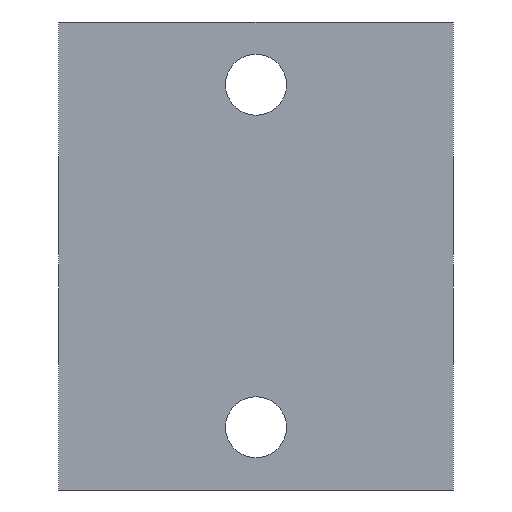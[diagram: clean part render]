
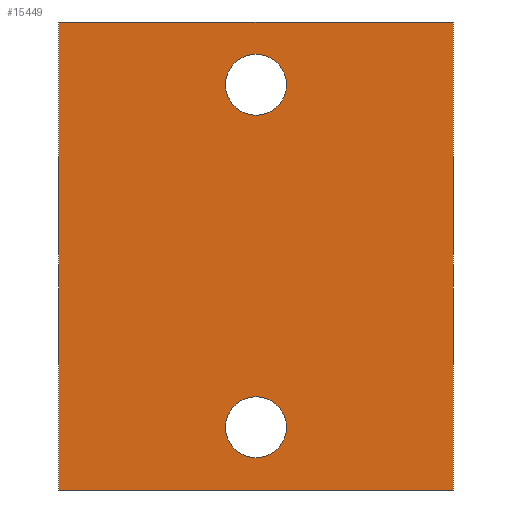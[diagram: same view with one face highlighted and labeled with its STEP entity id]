
A CAD part, front view. The second image highlights one B-rep face of the part: STEP entity #15449.
In plain terms, the highlighted planar face has unit normal (0, -1, 0).
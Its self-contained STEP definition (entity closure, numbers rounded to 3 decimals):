
#161 = PLANE('',#162);
#162 = AXIS2_PLACEMENT_3D('',#163,#164,#165);
#163 = CARTESIAN_POINT('',(-11.,23.,26.1));
#164 = DIRECTION('',(0.,0.,-1.));
#165 = DIRECTION('',(-1.,0.,0.));
#1606 = VERTEX_POINT('',#1607);
#1607 = CARTESIAN_POINT('',(-11.,0.,26.1));
#1621 = PLANE('',#1622);
#1622 = AXIS2_PLACEMENT_3D('',#1623,#1624,#1625);
#1623 = CARTESIAN_POINT('',(-11.,0.,7.));
#1624 = DIRECTION('',(-1.,0.,0.));
#1625 = DIRECTION('',(0.,0.,1.));
#1633 = EDGE_CURVE('',#1634,#1606,#1636,.T.);
#1634 = VERTEX_POINT('',#1635);
#1635 = CARTESIAN_POINT('',(11.,0.,26.1));
#1636 = SURFACE_CURVE('',#1637,(#1641,#1648),.PCURVE_S1.);
#1637 = LINE('',#1638,#1639);
#1638 = CARTESIAN_POINT('',(11.,0.,26.1));
#1639 = VECTOR('',#1640,1.);
#1640 = DIRECTION('',(-1.,0.,0.));
#1641 = PCURVE('',#161,#1642);
#1642 = DEFINITIONAL_REPRESENTATION('',(#1643),#1647);
#1643 = LINE('',#1644,#1645);
#1644 = CARTESIAN_POINT('',(-22.,-23.));
#1645 = VECTOR('',#1646,1.);
#1646 = DIRECTION('',(1.,0.));
#1647 = ( GEOMETRIC_REPRESENTATION_CONTEXT(2) 
PARAMETRIC_REPRESENTATION_CONTEXT() REPRESENTATION_CONTEXT('2D SPACE',''
  ) );
#1648 = PCURVE('',#1649,#1654);
#1649 = PLANE('',#1650);
#1650 = AXIS2_PLACEMENT_3D('',#1651,#1652,#1653);
#1651 = CARTESIAN_POINT('',(0.,0.,7.));
#1652 = DIRECTION('',(0.,-1.,0.));
#1653 = DIRECTION('',(0.,0.,-1.));
#1654 = DEFINITIONAL_REPRESENTATION('',(#1655),#1659);
#1655 = LINE('',#1656,#1657);
#1656 = CARTESIAN_POINT('',(-19.1,11.));
#1657 = VECTOR('',#1658,1.);
#1658 = DIRECTION('',(0.,-1.));
#1659 = ( GEOMETRIC_REPRESENTATION_CONTEXT(2) 
PARAMETRIC_REPRESENTATION_CONTEXT() REPRESENTATION_CONTEXT('2D SPACE',''
  ) );
#1675 = PLANE('',#1676);
#1676 = AXIS2_PLACEMENT_3D('',#1677,#1678,#1679);
#1677 = CARTESIAN_POINT('',(11.,17.5,7.));
#1678 = DIRECTION('',(1.,0.,0.));
#1679 = DIRECTION('',(0.,0.,-1.));
#2726 = CYLINDRICAL_SURFACE('',#2727,1.7);
#2727 = AXIS2_PLACEMENT_3D('',#2728,#2729,#2730);
#2728 = CARTESIAN_POINT('',(0.,-57.,22.6));
#2729 = DIRECTION('',(0.,-1.,0.));
#2730 = DIRECTION('',(0.,0.,-1.));
#11925 = PLANE('',#11926);
#11926 = AXIS2_PLACEMENT_3D('',#11927,#11928,#11929);
#11927 = CARTESIAN_POINT('',(-11.,23.,0.));
#11928 = DIRECTION('',(0.,0.,-1.));
#11929 = DIRECTION('',(-1.,0.,0.));
#13090 = VERTEX_POINT('',#13091);
#13091 = CARTESIAN_POINT('',(11.,0.,0.));
#13112 = EDGE_CURVE('',#13090,#13113,#13115,.T.);
#13113 = VERTEX_POINT('',#13114);
#13114 = CARTESIAN_POINT('',(-11.,0.,0.));
#13115 = SURFACE_CURVE('',#13116,(#13120,#13127),.PCURVE_S1.);
#13116 = LINE('',#13117,#13118);
#13117 = CARTESIAN_POINT('',(11.,0.,0.));
#13118 = VECTOR('',#13119,1.);
#13119 = DIRECTION('',(-1.,0.,0.));
#13120 = PCURVE('',#11925,#13121);
#13121 = DEFINITIONAL_REPRESENTATION('',(#13122),#13126);
#13122 = LINE('',#13123,#13124);
#13123 = CARTESIAN_POINT('',(-22.,-23.));
#13124 = VECTOR('',#13125,1.);
#13125 = DIRECTION('',(1.,0.));
#13126 = ( GEOMETRIC_REPRESENTATION_CONTEXT(2) 
PARAMETRIC_REPRESENTATION_CONTEXT() REPRESENTATION_CONTEXT('2D SPACE',''
  ) );
#13127 = PCURVE('',#1649,#13128);
#13128 = DEFINITIONAL_REPRESENTATION('',(#13129),#13133);
#13129 = LINE('',#13130,#13131);
#13130 = CARTESIAN_POINT('',(7.,11.));
#13131 = VECTOR('',#13132,1.);
#13132 = DIRECTION('',(0.,-1.));
#13133 = ( GEOMETRIC_REPRESENTATION_CONTEXT(2) 
PARAMETRIC_REPRESENTATION_CONTEXT() REPRESENTATION_CONTEXT('2D SPACE',''
  ) );
#14473 = EDGE_CURVE('',#1606,#13113,#14474,.T.);
#14474 = SURFACE_CURVE('',#14475,(#14479,#14486),.PCURVE_S1.);
#14475 = LINE('',#14476,#14477);
#14476 = CARTESIAN_POINT('',(-11.,0.,26.1));
#14477 = VECTOR('',#14478,1.);
#14478 = DIRECTION('',(0.,0.,-1.));
#14479 = PCURVE('',#1621,#14480);
#14480 = DEFINITIONAL_REPRESENTATION('',(#14481),#14485);
#14481 = LINE('',#14482,#14483);
#14482 = CARTESIAN_POINT('',(19.1,0.));
#14483 = VECTOR('',#14484,1.);
#14484 = DIRECTION('',(-1.,0.));
#14485 = ( GEOMETRIC_REPRESENTATION_CONTEXT(2) 
PARAMETRIC_REPRESENTATION_CONTEXT() REPRESENTATION_CONTEXT('2D SPACE',''
  ) );
#14486 = PCURVE('',#1649,#14487);
#14487 = DEFINITIONAL_REPRESENTATION('',(#14488),#14492);
#14488 = LINE('',#14489,#14490);
#14489 = CARTESIAN_POINT('',(-19.1,-11.));
#14490 = VECTOR('',#14491,1.);
#14491 = DIRECTION('',(1.,0.));
#14492 = ( GEOMETRIC_REPRESENTATION_CONTEXT(2) 
PARAMETRIC_REPRESENTATION_CONTEXT() REPRESENTATION_CONTEXT('2D SPACE',''
  ) );
#15313 = EDGE_CURVE('',#1634,#13090,#15314,.T.);
#15314 = SURFACE_CURVE('',#15315,(#15319,#15326),.PCURVE_S1.);
#15315 = LINE('',#15316,#15317);
#15316 = CARTESIAN_POINT('',(11.,0.,26.1));
#15317 = VECTOR('',#15318,1.);
#15318 = DIRECTION('',(0.,0.,-1.));
#15319 = PCURVE('',#1675,#15320);
#15320 = DEFINITIONAL_REPRESENTATION('',(#15321),#15325);
#15321 = LINE('',#15322,#15323);
#15322 = CARTESIAN_POINT('',(-19.1,-17.5));
#15323 = VECTOR('',#15324,1.);
#15324 = DIRECTION('',(1.,0.));
#15325 = ( GEOMETRIC_REPRESENTATION_CONTEXT(2) 
PARAMETRIC_REPRESENTATION_CONTEXT() REPRESENTATION_CONTEXT('2D SPACE',''
  ) );
#15326 = PCURVE('',#1649,#15327);
#15327 = DEFINITIONAL_REPRESENTATION('',(#15328),#15332);
#15328 = LINE('',#15329,#15330);
#15329 = CARTESIAN_POINT('',(-19.1,11.));
#15330 = VECTOR('',#15331,1.);
#15331 = DIRECTION('',(1.,0.));
#15332 = ( GEOMETRIC_REPRESENTATION_CONTEXT(2) 
PARAMETRIC_REPRESENTATION_CONTEXT() REPRESENTATION_CONTEXT('2D SPACE',''
  ) );
#15449 = ADVANCED_FACE('',(#15450,#15456,#15506),#1649,.T.);
#15450 = FACE_BOUND('',#15451,.T.);
#15451 = EDGE_LOOP('',(#15452,#15453,#15454,#15455));
#15452 = ORIENTED_EDGE('',*,*,#13112,.F.);
#15453 = ORIENTED_EDGE('',*,*,#15313,.F.);
#15454 = ORIENTED_EDGE('',*,*,#1633,.T.);
#15455 = ORIENTED_EDGE('',*,*,#14473,.T.);
#15456 = FACE_BOUND('',#15457,.T.);
#15457 = EDGE_LOOP('',(#15458,#15484));
#15458 = ORIENTED_EDGE('',*,*,#15459,.F.);
#15459 = EDGE_CURVE('',#15460,#15462,#15464,.T.);
#15460 = VERTEX_POINT('',#15461);
#15461 = CARTESIAN_POINT('',(1.7,0.,22.6));
#15462 = VERTEX_POINT('',#15463);
#15463 = CARTESIAN_POINT('',(0.,0.,20.9));
#15464 = SURFACE_CURVE('',#15465,(#15470,#15477),.PCURVE_S1.);
#15465 = CIRCLE('',#15466,1.7);
#15466 = AXIS2_PLACEMENT_3D('',#15467,#15468,#15469);
#15467 = CARTESIAN_POINT('',(0.,0.,22.6));
#15468 = DIRECTION('',(0.,-1.,0.));
#15469 = DIRECTION('',(1.,0.,0.));
#15470 = PCURVE('',#1649,#15471);
#15471 = DEFINITIONAL_REPRESENTATION('',(#15472),#15476);
#15472 = CIRCLE('',#15473,1.7);
#15473 = AXIS2_PLACEMENT_2D('',#15474,#15475);
#15474 = CARTESIAN_POINT('',(-15.6,0.));
#15475 = DIRECTION('',(0.,1.));
#15476 = ( GEOMETRIC_REPRESENTATION_CONTEXT(2) 
PARAMETRIC_REPRESENTATION_CONTEXT() REPRESENTATION_CONTEXT('2D SPACE',''
  ) );
#15477 = PCURVE('',#2726,#15478);
#15478 = DEFINITIONAL_REPRESENTATION('',(#15479),#15483);
#15479 = LINE('',#15480,#15481);
#15480 = CARTESIAN_POINT('',(1.571,-57.));
#15481 = VECTOR('',#15482,1.);
#15482 = DIRECTION('',(1.,0.));
#15483 = ( GEOMETRIC_REPRESENTATION_CONTEXT(2) 
PARAMETRIC_REPRESENTATION_CONTEXT() REPRESENTATION_CONTEXT('2D SPACE',''
  ) );
#15484 = ORIENTED_EDGE('',*,*,#15485,.F.);
#15485 = EDGE_CURVE('',#15462,#15460,#15486,.T.);
#15486 = SURFACE_CURVE('',#15487,(#15492,#15499),.PCURVE_S1.);
#15487 = CIRCLE('',#15488,1.7);
#15488 = AXIS2_PLACEMENT_3D('',#15489,#15490,#15491);
#15489 = CARTESIAN_POINT('',(0.,0.,22.6));
#15490 = DIRECTION('',(0.,-1.,0.));
#15491 = DIRECTION('',(1.,0.,0.));
#15492 = PCURVE('',#1649,#15493);
#15493 = DEFINITIONAL_REPRESENTATION('',(#15494),#15498);
#15494 = CIRCLE('',#15495,1.7);
#15495 = AXIS2_PLACEMENT_2D('',#15496,#15497);
#15496 = CARTESIAN_POINT('',(-15.6,0.));
#15497 = DIRECTION('',(0.,1.));
#15498 = ( GEOMETRIC_REPRESENTATION_CONTEXT(2) 
PARAMETRIC_REPRESENTATION_CONTEXT() REPRESENTATION_CONTEXT('2D SPACE',''
  ) );
#15499 = PCURVE('',#2726,#15500);
#15500 = DEFINITIONAL_REPRESENTATION('',(#15501),#15505);
#15501 = LINE('',#15502,#15503);
#15502 = CARTESIAN_POINT('',(-4.712,-57.));
#15503 = VECTOR('',#15504,1.);
#15504 = DIRECTION('',(1.,0.));
#15505 = ( GEOMETRIC_REPRESENTATION_CONTEXT(2) 
PARAMETRIC_REPRESENTATION_CONTEXT() REPRESENTATION_CONTEXT('2D SPACE',''
  ) );
#15506 = FACE_BOUND('',#15507,.T.);
#15507 = EDGE_LOOP('',(#15508,#15539));
#15508 = ORIENTED_EDGE('',*,*,#15509,.F.);
#15509 = EDGE_CURVE('',#15510,#15512,#15514,.T.);
#15510 = VERTEX_POINT('',#15511);
#15511 = CARTESIAN_POINT('',(1.7,0.,3.5));
#15512 = VERTEX_POINT('',#15513);
#15513 = CARTESIAN_POINT('',(0.,0.,1.8));
#15514 = SURFACE_CURVE('',#15515,(#15520,#15527),.PCURVE_S1.);
#15515 = CIRCLE('',#15516,1.7);
#15516 = AXIS2_PLACEMENT_3D('',#15517,#15518,#15519);
#15517 = CARTESIAN_POINT('',(0.,0.,3.5));
#15518 = DIRECTION('',(0.,-1.,0.));
#15519 = DIRECTION('',(1.,0.,0.));
#15520 = PCURVE('',#1649,#15521);
#15521 = DEFINITIONAL_REPRESENTATION('',(#15522),#15526);
#15522 = CIRCLE('',#15523,1.7);
#15523 = AXIS2_PLACEMENT_2D('',#15524,#15525);
#15524 = CARTESIAN_POINT('',(3.5,0.));
#15525 = DIRECTION('',(0.,1.));
#15526 = ( GEOMETRIC_REPRESENTATION_CONTEXT(2) 
PARAMETRIC_REPRESENTATION_CONTEXT() REPRESENTATION_CONTEXT('2D SPACE',''
  ) );
#15527 = PCURVE('',#15528,#15533);
#15528 = CYLINDRICAL_SURFACE('',#15529,1.7);
#15529 = AXIS2_PLACEMENT_3D('',#15530,#15531,#15532);
#15530 = CARTESIAN_POINT('',(0.,-57.,3.5));
#15531 = DIRECTION('',(0.,-1.,0.));
#15532 = DIRECTION('',(0.,0.,-1.));
#15533 = DEFINITIONAL_REPRESENTATION('',(#15534),#15538);
#15534 = LINE('',#15535,#15536);
#15535 = CARTESIAN_POINT('',(1.571,-57.));
#15536 = VECTOR('',#15537,1.);
#15537 = DIRECTION('',(1.,0.));
#15538 = ( GEOMETRIC_REPRESENTATION_CONTEXT(2) 
PARAMETRIC_REPRESENTATION_CONTEXT() REPRESENTATION_CONTEXT('2D SPACE',''
  ) );
#15539 = ORIENTED_EDGE('',*,*,#15540,.F.);
#15540 = EDGE_CURVE('',#15512,#15510,#15541,.T.);
#15541 = SURFACE_CURVE('',#15542,(#15547,#15554),.PCURVE_S1.);
#15542 = CIRCLE('',#15543,1.7);
#15543 = AXIS2_PLACEMENT_3D('',#15544,#15545,#15546);
#15544 = CARTESIAN_POINT('',(0.,0.,3.5));
#15545 = DIRECTION('',(0.,-1.,0.));
#15546 = DIRECTION('',(1.,0.,0.));
#15547 = PCURVE('',#1649,#15548);
#15548 = DEFINITIONAL_REPRESENTATION('',(#15549),#15553);
#15549 = CIRCLE('',#15550,1.7);
#15550 = AXIS2_PLACEMENT_2D('',#15551,#15552);
#15551 = CARTESIAN_POINT('',(3.5,0.));
#15552 = DIRECTION('',(0.,1.));
#15553 = ( GEOMETRIC_REPRESENTATION_CONTEXT(2) 
PARAMETRIC_REPRESENTATION_CONTEXT() REPRESENTATION_CONTEXT('2D SPACE',''
  ) );
#15554 = PCURVE('',#15528,#15555);
#15555 = DEFINITIONAL_REPRESENTATION('',(#15556),#15560);
#15556 = LINE('',#15557,#15558);
#15557 = CARTESIAN_POINT('',(-4.712,-57.));
#15558 = VECTOR('',#15559,1.);
#15559 = DIRECTION('',(1.,0.));
#15560 = ( GEOMETRIC_REPRESENTATION_CONTEXT(2) 
PARAMETRIC_REPRESENTATION_CONTEXT() REPRESENTATION_CONTEXT('2D SPACE',''
  ) );
